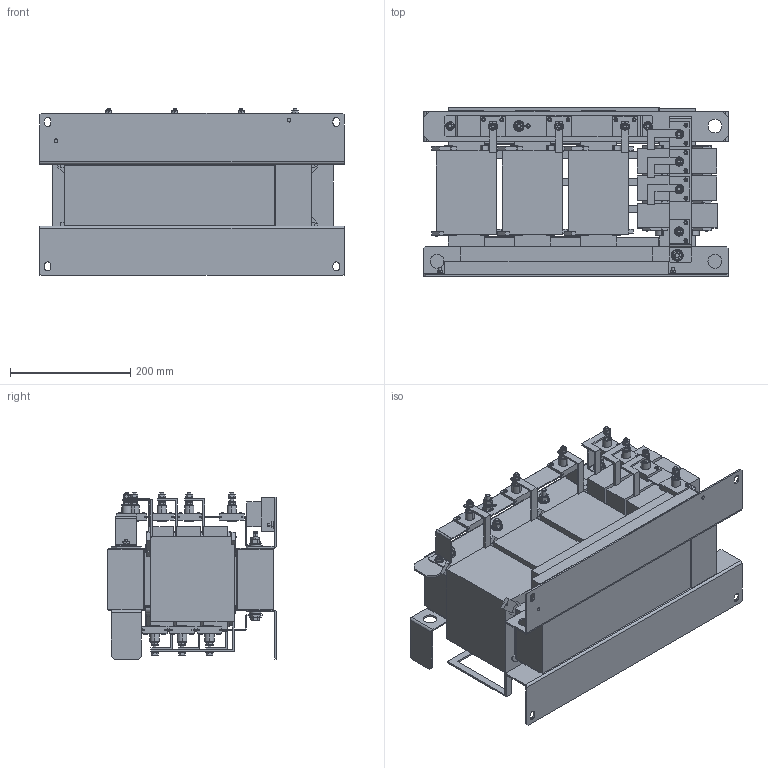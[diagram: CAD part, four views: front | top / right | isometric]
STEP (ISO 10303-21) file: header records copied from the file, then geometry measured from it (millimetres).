
FILE_DESCRIPTION (( 'STEP AP214' ), '1' );
FILE_NAME ('183279.STEP', '2020-05-28T16:17:27', ( '' ), ( '' ), 'SwSTEP 2.0', 'SolidWorks 2018', '' );
FILE_SCHEMA (( 'AUTOMOTIVE_DESIGN' ));
Length unit declared in the file: millimetre
Products named in the file (1): 183279
Bounding box: 506.1 x 281.05 x 277.25 mm (x, y, z)
Volume: 16121591.9 mm3; surface area: 1224159.3 mm2
Topology: 1 solids, 1 shells, 2685 faces, 6676 edges, 4152 vertices
Faces by surface type: plane 1568, cone 410, cylinder 401, bspline 258, torus 48
Entity records: 87892 total; most frequent: CARTESIAN_POINT 26200, ORIENTED_EDGE 13352, DIRECTION 11914, EDGE_CURVE 6676, VERTEX_POINT 4152, AXIS2_PLACEMENT_3D 4002, VECTOR 3910, LINE 3910
